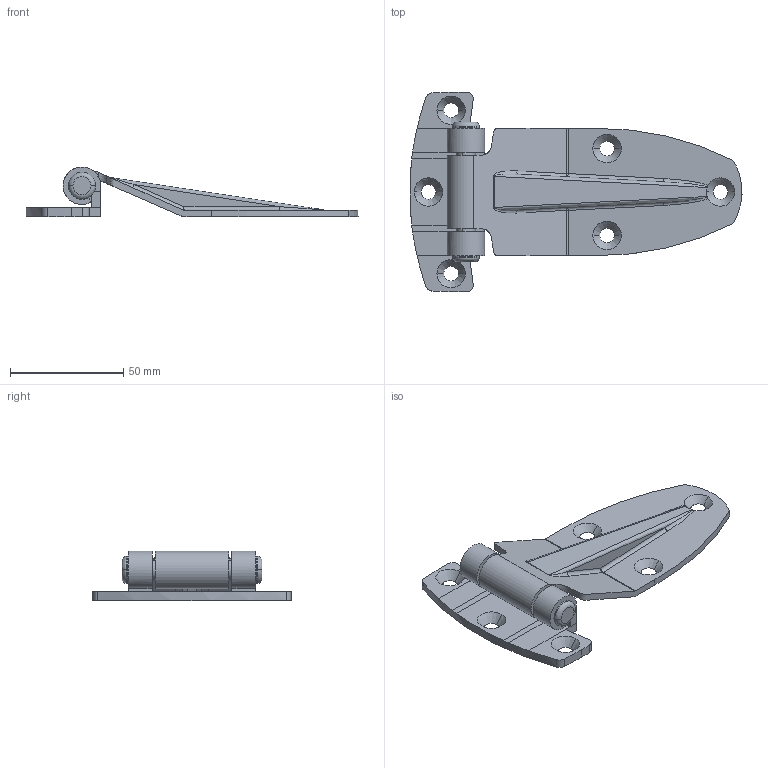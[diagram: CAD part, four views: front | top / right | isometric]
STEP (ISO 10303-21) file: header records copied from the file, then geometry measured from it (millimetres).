
FILE_DESCRIPTION(/* description */ (''),/* implementation_level */ '2;1');
FILE_NAME(/* name */ 'JL037',/* time_stamp */ '2024-09-05T11:01:29+08:00',/* author */ (''),/* organization */ (''),/* preprocessor_version */ 'ST-DEVELOPER v19.2',/* originating_system */ 'Rhino 8.5',/* authorisation */ '');
FILE_SCHEMA (('CONFIG_CONTROL_DESIGN'));
Length unit declared in the file: millimetre
Products named in the file (1): Document
Bounding box: 146.33 x 88.07 x 22.03 mm (x, y, z)
Volume: 27108.3 mm3; surface area: 27297.8 mm2
Topology: 2 solids, 3 shells, 125 faces, 318 edges, 198 vertices
Faces by surface type: plane 59, cylinder 38, bspline 28
Entity records: 4673 total; most frequent: CARTESIAN_POINT 2099, ORIENTED_EDGE 628, EDGE_CURVE 318, DIRECTION 302, VERTEX_POINT 198, AXIS2_PLACEMENT_3D 198, B_SPLINE_CURVE_WITH_KNOTS 139, EDGE_LOOP 138
